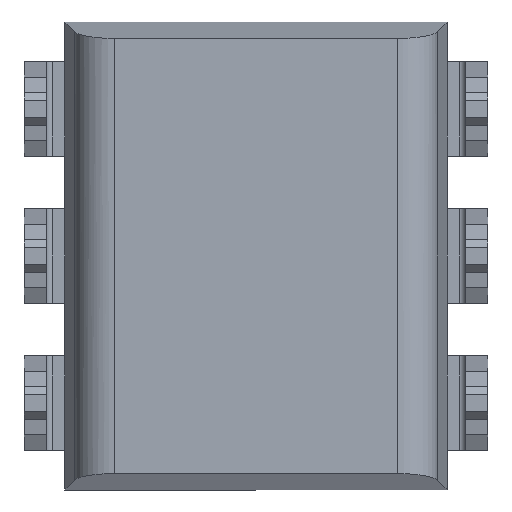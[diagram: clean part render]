
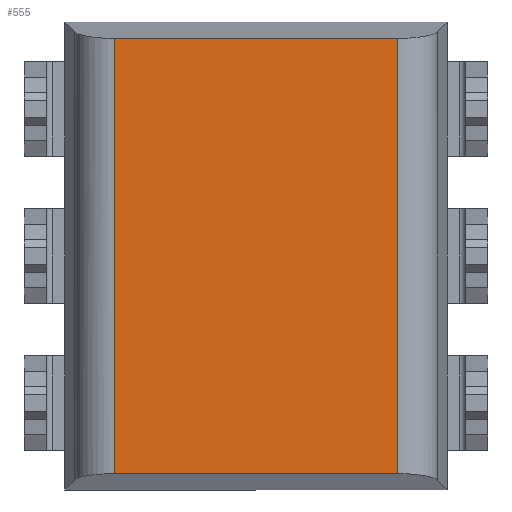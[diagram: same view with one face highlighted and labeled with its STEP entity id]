
A CAD part, front view. The second image highlights one B-rep face of the part: STEP entity #555.
In plain terms, the highlighted planar face has unit normal (0, -1, 0).
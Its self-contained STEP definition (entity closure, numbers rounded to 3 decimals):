
#487 = EDGE_LOOP ( 'NONE', ( #488, #502, #505, #534 ) ) ;
#488 = ORIENTED_EDGE ( 'NONE', *, *, #499, .F. ) ;
#499 = EDGE_CURVE ( 'NONE', #500, #501, #2361, .T. ) ;
#500 = VERTEX_POINT ( 'NONE', #2357 ) ;
#501 = VERTEX_POINT ( 'NONE', #2356 ) ;
#502 = ORIENTED_EDGE ( 'NONE', *, *, #503, .T. ) ;
#503 = EDGE_CURVE ( 'NONE', #500, #504, #2464, .T. ) ;
#504 = VERTEX_POINT ( 'NONE', #2460 ) ;
#505 = ORIENTED_EDGE ( 'NONE', *, *, #532, .F. ) ;
#532 = EDGE_CURVE ( 'NONE', #533, #504, #2314, .T. ) ;
#533 = VERTEX_POINT ( 'NONE', #2310 ) ;
#534 = ORIENTED_EDGE ( 'NONE', *, *, #535, .F. ) ;
#535 = EDGE_CURVE ( 'NONE', #501, #533, #2309, .T. ) ;
#555 = ADVANCED_FACE ( 'NONE', ( #2263 ), #2248, .F. ) ;
#2243 = DIRECTION ( 'NONE',  ( 0., 0., 1. ) ) ;
#2244 = DIRECTION ( 'NONE',  ( 0., 1., 0. ) ) ;
#2245 = CARTESIAN_POINT ( 'NONE',  ( 0.51, 1.13, 6.58 ) ) ;
#2246 = AXIS2_PLACEMENT_3D ( 'NONE', #2245, #2244, #2243 ) ;
#2248 = PLANE ( 'NONE',  #2246 ) ;
#2263 = FACE_OUTER_BOUND ( 'NONE', #487, .T. ) ;
#2306 = DIRECTION ( 'NONE',  ( 0., 0., 1. ) ) ;
#2307 = VECTOR ( 'NONE', #2306, 1000. ) ;
#2308 = CARTESIAN_POINT ( 'NONE',  ( 1.366, 1.13, -1.5 ) ) ;
#2309 = LINE ( 'NONE', #2308, #2307 ) ;
#2310 = CARTESIAN_POINT ( 'NONE',  ( 1.366, 1.13, 6.297 ) ) ;
#2311 = DIRECTION ( 'NONE',  ( 1., 0., 0. ) ) ;
#2312 = VECTOR ( 'NONE', #2311, 1000. ) ;
#2313 = CARTESIAN_POINT ( 'NONE',  ( 0.51, 1.13, 6.297 ) ) ;
#2314 = LINE ( 'NONE', #2313, #2312 ) ;
#2356 = CARTESIAN_POINT ( 'NONE',  ( 1.366, 1.13, -1.217 ) ) ;
#2357 = CARTESIAN_POINT ( 'NONE',  ( 6.254, 1.13, -1.217 ) ) ;
#2358 = DIRECTION ( 'NONE',  ( -1., 0., 0. ) ) ;
#2359 = VECTOR ( 'NONE', #2358, 1000. ) ;
#2360 = CARTESIAN_POINT ( 'NONE',  ( 0.51, 1.13, -1.217 ) ) ;
#2361 = LINE ( 'NONE', #2360, #2359 ) ;
#2460 = CARTESIAN_POINT ( 'NONE',  ( 6.254, 1.13, 6.297 ) ) ;
#2461 = DIRECTION ( 'NONE',  ( 0., 0., 1. ) ) ;
#2462 = VECTOR ( 'NONE', #2461, 1000. ) ;
#2463 = CARTESIAN_POINT ( 'NONE',  ( 6.254, 1.13, -1.5 ) ) ;
#2464 = LINE ( 'NONE', #2463, #2462 ) ;
